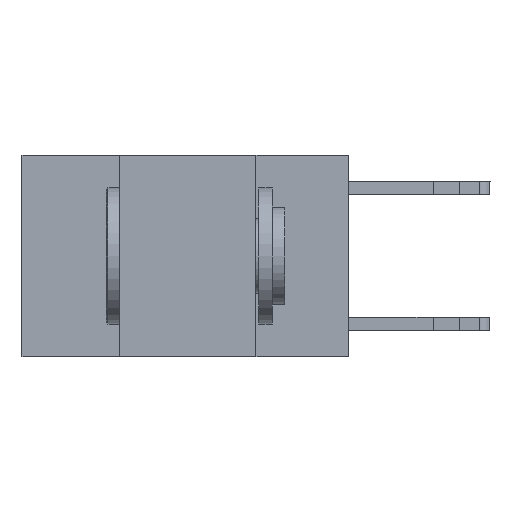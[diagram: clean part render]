
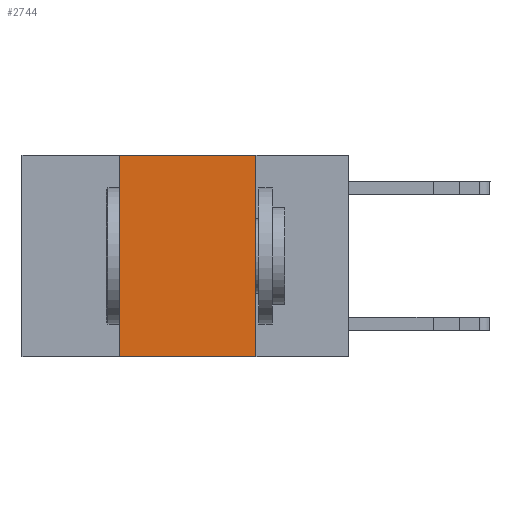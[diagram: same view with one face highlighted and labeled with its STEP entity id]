
A CAD part, left-side view. The second image highlights one B-rep face of the part: STEP entity #2744.
In plain terms, the highlighted planar face has unit normal (-1, 0, 0).
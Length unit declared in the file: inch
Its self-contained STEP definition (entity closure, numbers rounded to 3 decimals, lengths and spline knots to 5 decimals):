
#341 = PLANE ( 'NONE',  #7746 ) ;
#1470 = EDGE_CURVE ( 'NONE', #18507, #11693, #13254, .T. ) ;
#2052 = DIRECTION ( 'NONE',  ( 0., 0., -1. ) ) ;
#2744 = ADVANCED_FACE ( 'NONE', ( #21520 ), #341, .F. ) ;
#4331 = DIRECTION ( 'NONE',  ( 1., 0., 0. ) ) ;
#4914 = VERTEX_POINT ( 'NONE', #16217 ) ;
#5759 = CARTESIAN_POINT ( 'NONE',  ( 0., 0.42, 0. ) ) ;
#7464 = ORIENTED_EDGE ( 'NONE', *, *, #11975, .F. ) ;
#7746 = AXIS2_PLACEMENT_3D ( 'NONE', #25928, #4331, #2052 ) ;
#7788 = VERTEX_POINT ( 'NONE', #10038 ) ;
#9428 = ORIENTED_EDGE ( 'NONE', *, *, #1470, .T. ) ;
#10038 = CARTESIAN_POINT ( 'NONE',  ( 0., 0.17, 0. ) ) ;
#10292 = ORIENTED_EDGE ( 'NONE', *, *, #14636, .F. ) ;
#11107 = DIRECTION ( 'NONE',  ( 0., -1., 0. ) ) ;
#11182 = VECTOR ( 'NONE', #16174, 39.37008 ) ;
#11311 = ORIENTED_EDGE ( 'NONE', *, *, #13964, .F. ) ;
#11693 = VERTEX_POINT ( 'NONE', #19977 ) ;
#11975 = EDGE_CURVE ( 'NONE', #18507, #4914, #25233, .T. ) ;
#13254 = LINE ( 'NONE', #21920, #19796 ) ;
#13964 = EDGE_CURVE ( 'NONE', #4914, #7788, #14533, .T. ) ;
#14533 = LINE ( 'NONE', #18940, #22051 ) ;
#14636 = EDGE_CURVE ( 'NONE', #7788, #11693, #20586, .T. ) ;
#16174 = DIRECTION ( 'NONE',  ( 0., 0., -1. ) ) ;
#16217 = CARTESIAN_POINT ( 'NONE',  ( 0., 0.42, 0. ) ) ;
#16241 = EDGE_LOOP ( 'NONE', ( #10292, #11311, #7464, #9428 ) ) ;
#17733 = CARTESIAN_POINT ( 'NONE',  ( 0., 0.42, -0.37 ) ) ;
#18507 = VERTEX_POINT ( 'NONE', #17733 ) ;
#18856 = VECTOR ( 'NONE', #22374, 39.37008 ) ;
#18940 = CARTESIAN_POINT ( 'NONE',  ( 0., 0.6, 0. ) ) ;
#19796 = VECTOR ( 'NONE', #11107, 39.37008 ) ;
#19977 = CARTESIAN_POINT ( 'NONE',  ( 0., 0.17, -0.37 ) ) ;
#20586 = LINE ( 'NONE', #22418, #11182 ) ;
#21520 = FACE_OUTER_BOUND ( 'NONE', #16241, .T. ) ;
#21920 = CARTESIAN_POINT ( 'NONE',  ( 0., 0.6, -0.37 ) ) ;
#22051 = VECTOR ( 'NONE', #23204, 39.37008 ) ;
#22374 = DIRECTION ( 'NONE',  ( 0., 0., 1. ) ) ;
#22418 = CARTESIAN_POINT ( 'NONE',  ( 0., 0.17, 0. ) ) ;
#23204 = DIRECTION ( 'NONE',  ( 0., -1., 0. ) ) ;
#25233 = LINE ( 'NONE', #5759, #18856 ) ;
#25928 = CARTESIAN_POINT ( 'NONE',  ( 0., 0.6, 0. ) ) ;
